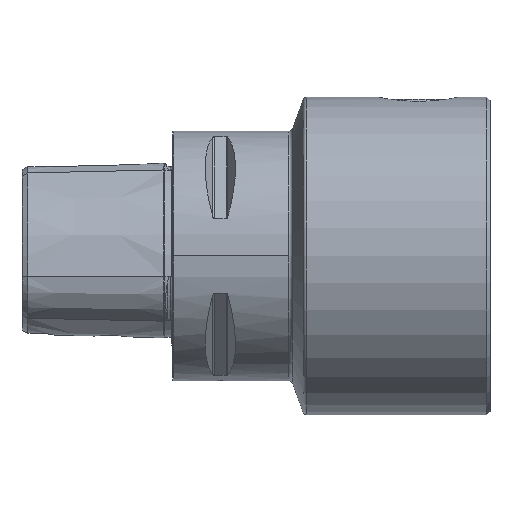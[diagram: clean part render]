
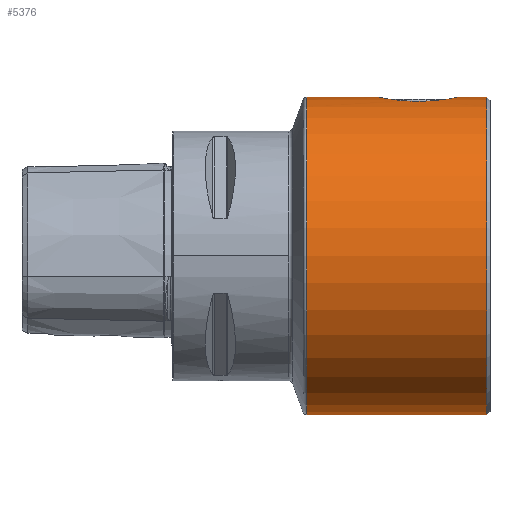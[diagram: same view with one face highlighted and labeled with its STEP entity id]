
A CAD part, top view. The second image highlights one B-rep face of the part: STEP entity #5376.
In plain terms, the highlighted cylindrical face has radius 40 mm (diameter 80 mm), a partial arc.
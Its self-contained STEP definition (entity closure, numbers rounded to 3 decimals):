
#24 = CARTESIAN_POINT ( 'NONE',  ( 52.022, 39.985, 1.24 ) ) ;
#61 = CARTESIAN_POINT ( 'NONE',  ( 62.243, 38.979, 8.98 ) ) ;
#168 = CARTESIAN_POINT ( 'NONE',  ( 64.411, 39.038, 8.719 ) ) ;
#197 = ORIENTED_EDGE ( 'NONE', *, *, #1721, .T. ) ;
#202 = CARTESIAN_POINT ( 'NONE',  ( 70.965, 39.812, 3.886 ) ) ;
#233 = CARTESIAN_POINT ( 'NONE',  ( 54.182, 39.6, 5.649 ) ) ;
#248 = LINE ( 'NONE', #1642, #2425 ) ;
#479 = CARTESIAN_POINT ( 'NONE',  ( 60.694, 38.992, 8.926 ) ) ;
#539 = CARTESIAN_POINT ( 'NONE',  ( 67.022, 39.245, 7.736 ) ) ;
#654 = CARTESIAN_POINT ( 'NONE',  ( 69.711, 39.599, 5.657 ) ) ;
#686 = CARTESIAN_POINT ( 'NONE',  ( 67.832, 39.334, 7.274 ) ) ;
#725 = CARTESIAN_POINT ( 'NONE',  ( 71.932, 39.996, 0.62 ) ) ;
#774 = ORIENTED_EDGE ( 'NONE', *, *, #4729, .F. ) ;
#888 = VERTEX_POINT ( 'NONE', #2618 ) ;
#923 = CARTESIAN_POINT ( 'NONE',  ( 79.2, 40., 0. ) ) ;
#928 = DIRECTION ( 'NONE',  ( 1., 0., 0. ) ) ;
#983 = LINE ( 'NONE', #3794, #5639 ) ;
#992 = CARTESIAN_POINT ( 'NONE',  ( 66.176, 39.164, 8.137 ) ) ;
#1006 = AXIS2_PLACEMENT_3D ( 'NONE', #3048, #5516, #1622 ) ;
#1115 = CARTESIAN_POINT ( 'NONE',  ( 62.553, 38.982, 8.967 ) ) ;
#1142 = CARTESIAN_POINT ( 'NONE',  ( 70.811, 39.784, 4.16 ) ) ;
#1213 = DIRECTION ( 'NONE',  ( 1., 0., 0. ) ) ;
#1337 = CIRCLE ( 'NONE', #5860, 40. ) ;
#1393 = CARTESIAN_POINT ( 'NONE',  ( 70.299, 39.695, 4.938 ) ) ;
#1424 = CARTESIAN_POINT ( 'NONE',  ( 53.397, 39.729, 4.678 ) ) ;
#1506 = VERTEX_POINT ( 'NONE', #5090 ) ;
#1565 = CARTESIAN_POINT ( 'NONE',  ( 69.278, 39.532, 6.104 ) ) ;
#1622 = DIRECTION ( 'NONE',  ( 0., 1., 0. ) ) ;
#1640 = CARTESIAN_POINT ( 'NONE',  ( 71.95, 40., 0.31 ) ) ;
#1642 = CARTESIAN_POINT ( 'NONE',  ( 51.317, 40., 0. ) ) ;
#1652 = EDGE_CURVE ( 'NONE', #3298, #2069, #248, .T. ) ;
#1662 = DIRECTION ( 'NONE',  ( 0., 1., 0. ) ) ;
#1721 = EDGE_CURVE ( 'NONE', #888, #1506, #6002, .T. ) ;
#1737 = EDGE_CURVE ( 'NONE', #2069, #1506, #1337, .T. ) ;
#1924 = CARTESIAN_POINT ( 'NONE',  ( 52.539, 39.885, 3.04 ) ) ;
#2035 = CARTESIAN_POINT ( 'NONE',  ( 57.693, 39.164, 8.138 ) ) ;
#2065 = CARTESIAN_POINT ( 'NONE',  ( 52.66, 39.862, 3.325 ) ) ;
#2069 = VERTEX_POINT ( 'NONE', #923 ) ;
#2105 = CARTESIAN_POINT ( 'NONE',  ( 52.237, 39.943, 2.15 ) ) ;
#2271 = VERTEX_POINT ( 'NONE', #5024 ) ;
#2353 = CARTESIAN_POINT ( 'NONE',  ( 61.313, 38.979, 8.978 ) ) ;
#2385 = CARTESIAN_POINT ( 'NONE',  ( 63.486, 39.003, 8.876 ) ) ;
#2419 = CARTESIAN_POINT ( 'NONE',  ( 66.743, 39.217, 7.879 ) ) ;
#2425 = VECTOR ( 'NONE', #3427, 1000. ) ;
#2445 = ORIENTED_EDGE ( 'NONE', *, *, #2705, .T. ) ;
#2557 = CARTESIAN_POINT ( 'NONE',  ( 79.2, 0., 0. ) ) ;
#2558 = CARTESIAN_POINT ( 'NONE',  ( 59.458, 39.04, 8.712 ) ) ;
#2559 = ORIENTED_EDGE ( 'NONE', *, *, #1737, .F. ) ;
#2566 = CARTESIAN_POINT ( 'NONE',  ( 71.95, 40., 0. ) ) ;
#2606 = CARTESIAN_POINT ( 'NONE',  ( 71.86, 39.982, 1.239 ) ) ;
#2618 = CARTESIAN_POINT ( 'NONE',  ( 33.794, -40., 0. ) ) ;
#2705 = EDGE_CURVE ( 'NONE', #3298, #2271, #3982, .T. ) ;
#2818 = CARTESIAN_POINT ( 'NONE',  ( 54.612, 39.534, 6.094 ) ) ;
#2848 = CARTESIAN_POINT ( 'NONE',  ( 65.012, 39.073, 8.563 ) ) ;
#2882 = CARTESIAN_POINT ( 'NONE',  ( 65.888, 39.139, 8.253 ) ) ;
#2905 = ORIENTED_EDGE ( 'NONE', *, *, #4236, .T. ) ;
#2996 = VERTEX_POINT ( 'NONE', #5198 ) ;
#3023 = EDGE_LOOP ( 'NONE', ( #2905, #197, #2559, #5605, #2445, #774 ) ) ;
#3048 = CARTESIAN_POINT ( 'NONE',  ( 33.794, 0., 0. ) ) ;
#3298 = VERTEX_POINT ( 'NONE', #4674 ) ;
#3311 = CARTESIAN_POINT ( 'NONE',  ( 57.129, 39.217, 7.881 ) ) ;
#3317 = DIRECTION ( 'NONE',  ( 0., 1., 0. ) ) ;
#3427 = DIRECTION ( 'NONE',  ( 1., 0., 0. ) ) ;
#3481 = CARTESIAN_POINT ( 'NONE',  ( 51.95, 40., 0. ) ) ;
#3548 = CARTESIAN_POINT ( 'NONE',  ( 51.317, -40., 0. ) ) ;
#3773 = CARTESIAN_POINT ( 'NONE',  ( 71.589, 39.929, 2.463 ) ) ;
#3794 = CARTESIAN_POINT ( 'NONE',  ( 51.317, 40., 0. ) ) ;
#3804 = CARTESIAN_POINT ( 'NONE',  ( 56.044, 39.337, 7.258 ) ) ;
#3923 = CARTESIAN_POINT ( 'NONE',  ( 55.538, 39.402, 6.903 ) ) ;
#3951 = CARTESIAN_POINT ( 'NONE',  ( 54.836, 39.501, 6.305 ) ) ;
#3982 = B_SPLINE_CURVE_WITH_KNOTS ( 'NONE', 3,
 ( #2566, #1640, #725, #2606, #4226, #3773, #4870, #202, #1142, #4695, #1393, #5183, #654, #1565, #4375, #4263, #686, #539, #2419, #992, #2882, #2848, #168, #2385, #5649, #1115, #61, #2353, #479, #2558, #4434, #2035, #3311, #3804, #3923, #3951, #2818, #233, #4896, #1424, #5787, #2065, #1924, #5676, #2105, #24, #5816, #3481 ),
 .UNSPECIFIED., .F., .F.,
 ( 4, 2, 2, 2, 2, 2, 2, 2, 2, 2, 2, 2, 2, 2, 2, 2, 2, 2, 2, 2, 2, 2, 2, 4 ),
 ( 0.022, 0.023, 0.024, 0.026, 0.027, 0.028, 0.029, 0.03, 0.031, 0.032, 0.033, 0.035, 0.036, 0.037, 0.039, 0.041, 0.043, 0.044, 0.045, 0.046, 0.048, 0.049, 0.05, 0.052 ),
 .UNSPECIFIED. ) ;
#4007 = VECTOR ( 'NONE', #1213, 1000. ) ;
#4226 = CARTESIAN_POINT ( 'NONE',  ( 71.805, 39.971, 1.551 ) ) ;
#4236 = EDGE_CURVE ( 'NONE', #2996, #888, #5238, .T. ) ;
#4263 = CARTESIAN_POINT ( 'NONE',  ( 68.339, 39.399, 6.921 ) ) ;
#4297 = FACE_OUTER_BOUND ( 'NONE', #3023, .T. ) ;
#4375 = CARTESIAN_POINT ( 'NONE',  ( 69.049, 39.498, 6.318 ) ) ;
#4434 = CARTESIAN_POINT ( 'NONE',  ( 58.856, 39.075, 8.554 ) ) ;
#4674 = CARTESIAN_POINT ( 'NONE',  ( 71.95, 40., 0. ) ) ;
#4695 = CARTESIAN_POINT ( 'NONE',  ( 70.478, 39.725, 4.686 ) ) ;
#4729 = EDGE_CURVE ( 'NONE', #2996, #2271, #983, .T. ) ;
#4836 = DIRECTION ( 'NONE',  ( 1., 0., 0. ) ) ;
#4870 = CARTESIAN_POINT ( 'NONE',  ( 71.377, 39.888, 3.046 ) ) ;
#4896 = CARTESIAN_POINT ( 'NONE',  ( 53.976, 39.633, 5.413 ) ) ;
#5024 = CARTESIAN_POINT ( 'NONE',  ( 51.95, 40., 0. ) ) ;
#5030 = AXIS2_PLACEMENT_3D ( 'NONE', #5740, #5653, #3317 ) ;
#5090 = CARTESIAN_POINT ( 'NONE',  ( 79.2, -40., 0. ) ) ;
#5183 = CARTESIAN_POINT ( 'NONE',  ( 69.915, 39.631, 5.424 ) ) ;
#5198 = CARTESIAN_POINT ( 'NONE',  ( 33.794, 40., 0. ) ) ;
#5238 = CIRCLE ( 'NONE', #1006, 40. ) ;
#5376 = ADVANCED_FACE ( 'NONE', ( #4297 ), #5681, .T. ) ;
#5516 = DIRECTION ( 'NONE',  ( 1., 0., 0. ) ) ;
#5605 = ORIENTED_EDGE ( 'NONE', *, *, #1652, .F. ) ;
#5639 = VECTOR ( 'NONE', #928, 1000. ) ;
#5649 = CARTESIAN_POINT ( 'NONE',  ( 63.174, 38.994, 8.916 ) ) ;
#5653 = DIRECTION ( 'NONE',  ( 1., 0., 0. ) ) ;
#5676 = CARTESIAN_POINT ( 'NONE',  ( 52.327, 39.926, 2.453 ) ) ;
#5681 = CYLINDRICAL_SURFACE ( 'NONE', #5030, 40. ) ;
#5740 = CARTESIAN_POINT ( 'NONE',  ( 51.317, 0., 0. ) ) ;
#5787 = CARTESIAN_POINT ( 'NONE',  ( 53.068, 39.787, 4.156 ) ) ;
#5816 = CARTESIAN_POINT ( 'NONE',  ( 51.95, 40., 0.625 ) ) ;
#5860 = AXIS2_PLACEMENT_3D ( 'NONE', #2557, #4836, #1662 ) ;
#6002 = LINE ( 'NONE', #3548, #4007 ) ;
